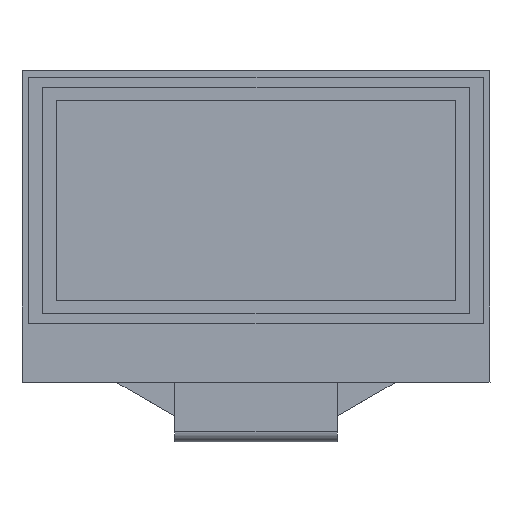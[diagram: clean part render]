
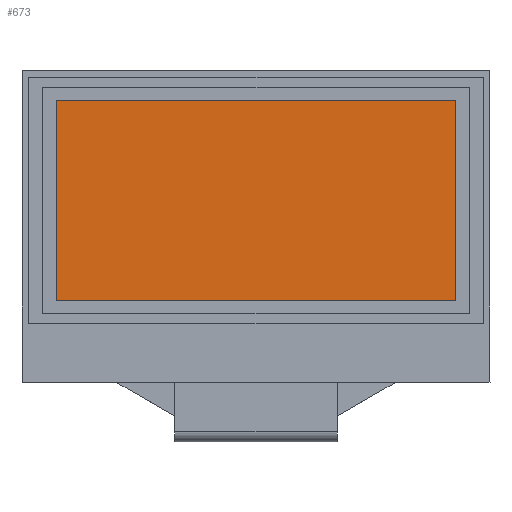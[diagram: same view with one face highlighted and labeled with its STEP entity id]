
A CAD part, top view. The second image highlights one B-rep face of the part: STEP entity #673.
In plain terms, the highlighted planar face has unit normal (0, 0, 1).
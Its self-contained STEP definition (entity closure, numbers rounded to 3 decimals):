
#9 = VECTOR ( 'NONE', #345, 1000. ) ;
#67 = ORIENTED_EDGE ( 'NONE', *, *, #1283, .T. ) ;
#74 = AXIS2_PLACEMENT_3D ( 'NONE', #909, #188, #713 ) ;
#80 = CARTESIAN_POINT ( 'NONE',  ( 58.51, 123.695, 1.3 ) ) ;
#89 = EDGE_CURVE ( 'NONE', #485, #689, #677, .T. ) ;
#123 = EDGE_CURVE ( 'NONE', #852, #485, #178, .T. ) ;
#147 = DIRECTION ( 'NONE',  ( 0., 1., 0. ) ) ;
#174 = PLANE ( 'NONE',  #74 ) ;
#178 = LINE ( 'NONE', #1320, #416 ) ;
#181 = ORIENTED_EDGE ( 'NONE', *, *, #89, .T. ) ;
#188 = DIRECTION ( 'NONE',  ( 0., 0., 1. ) ) ;
#209 = CARTESIAN_POINT ( 'NONE',  ( 58.51, 108.995, 1.3 ) ) ;
#311 = CARTESIAN_POINT ( 'NONE',  ( 29.09, 123.695, 1.3 ) ) ;
#318 = EDGE_LOOP ( 'NONE', ( #1113, #181, #791, #67 ) ) ;
#345 = DIRECTION ( 'NONE',  ( -1., 0., 0. ) ) ;
#355 = CARTESIAN_POINT ( 'NONE',  ( 58.51, 108.995, 1.3 ) ) ;
#383 = VECTOR ( 'NONE', #1061, 1000. ) ;
#416 = VECTOR ( 'NONE', #900, 1000. ) ;
#485 = VERTEX_POINT ( 'NONE', #209 ) ;
#567 = CARTESIAN_POINT ( 'NONE',  ( 58.51, 123.695, 1.3 ) ) ;
#617 = LINE ( 'NONE', #311, #383 ) ;
#673 = ADVANCED_FACE ( 'NONE', ( #1147 ), #174, .T. ) ;
#677 = LINE ( 'NONE', #355, #1196 ) ;
#689 = VERTEX_POINT ( 'NONE', #80 ) ;
#713 = DIRECTION ( 'NONE',  ( -1., 0., 0. ) ) ;
#791 = ORIENTED_EDGE ( 'NONE', *, *, #902, .T. ) ;
#852 = VERTEX_POINT ( 'NONE', #1100 ) ;
#900 = DIRECTION ( 'NONE',  ( 1., 0., 0. ) ) ;
#902 = EDGE_CURVE ( 'NONE', #689, #924, #1009, .T. ) ;
#909 = CARTESIAN_POINT ( 'NONE',  ( 43.8, 125.945, 1.3 ) ) ;
#924 = VERTEX_POINT ( 'NONE', #1209 ) ;
#1009 = LINE ( 'NONE', #567, #9 ) ;
#1061 = DIRECTION ( 'NONE',  ( 0., -1., 0. ) ) ;
#1100 = CARTESIAN_POINT ( 'NONE',  ( 29.09, 108.995, 1.3 ) ) ;
#1113 = ORIENTED_EDGE ( 'NONE', *, *, #123, .T. ) ;
#1147 = FACE_OUTER_BOUND ( 'NONE', #318, .T. ) ;
#1196 = VECTOR ( 'NONE', #147, 1000. ) ;
#1209 = CARTESIAN_POINT ( 'NONE',  ( 29.09, 123.695, 1.3 ) ) ;
#1283 = EDGE_CURVE ( 'NONE', #924, #852, #617, .T. ) ;
#1320 = CARTESIAN_POINT ( 'NONE',  ( 29.09, 108.995, 1.3 ) ) ;
